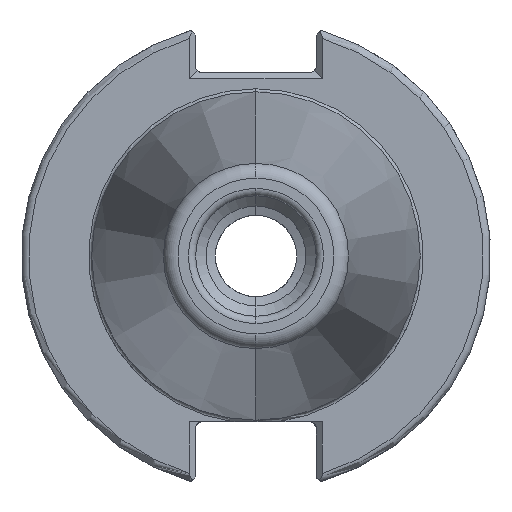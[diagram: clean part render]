
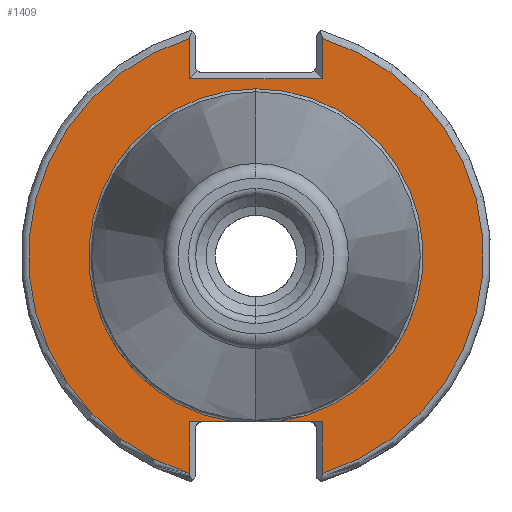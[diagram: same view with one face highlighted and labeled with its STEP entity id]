
A CAD part, left-side view. The second image highlights one B-rep face of the part: STEP entity #1409.
In plain terms, the highlighted planar face has unit normal (-1, 0, 0).
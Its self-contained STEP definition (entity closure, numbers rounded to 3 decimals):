
#36 = DIRECTION ( 'NONE',  ( -1., 0., 0. ) ) ;
#41 = VERTEX_POINT ( 'NONE', #4808 ) ;
#58 = VERTEX_POINT ( 'NONE', #2370 ) ;
#78 = LINE ( 'NONE', #454, #1818 ) ;
#109 = CARTESIAN_POINT ( 'NONE',  ( -76.82, -8.99, -22.41 ) ) ;
#177 = EDGE_LOOP ( 'NONE', ( #2536, #3030, #1178, #1687, #5015, #4079, #4579, #4637, #2346, #3643, #4151 ) ) ;
#199 = CARTESIAN_POINT ( 'NONE',  ( -76.82, 3.112, -22.41 ) ) ;
#289 = CARTESIAN_POINT ( 'NONE',  ( -76.82, 0., 0. ) ) ;
#293 = VECTOR ( 'NONE', #3110, 1000. ) ;
#454 = CARTESIAN_POINT ( 'NONE',  ( -76.82, 8.99, 0. ) ) ;
#557 = EDGE_CURVE ( 'NONE', #41, #1625, #4104, .T. ) ;
#603 = CARTESIAN_POINT ( 'NONE',  ( -76.82, -8.19, -22.41 ) ) ;
#626 = VECTOR ( 'NONE', #3510, 1000. ) ;
#630 = LINE ( 'NONE', #1215, #2742 ) ;
#693 = AXIS2_PLACEMENT_3D ( 'NONE', #289, #3084, #709 ) ;
#709 = DIRECTION ( 'NONE',  ( 0., 0., -1. ) ) ;
#859 = DIRECTION ( 'NONE',  ( 0., 0., 1. ) ) ;
#889 = LINE ( 'NONE', #3489, #626 ) ;
#1005 = CARTESIAN_POINT ( 'NONE',  ( -76.82, 0., 0. ) ) ;
#1034 = CARTESIAN_POINT ( 'NONE',  ( -76.82, 8.99, -22.41 ) ) ;
#1119 = VERTEX_POINT ( 'NONE', #2063 ) ;
#1178 = ORIENTED_EDGE ( 'NONE', *, *, #2542, .T. ) ;
#1186 = VERTEX_POINT ( 'NONE', #3192 ) ;
#1215 = CARTESIAN_POINT ( 'NONE',  ( -76.82, -8.99, 0. ) ) ;
#1242 = VECTOR ( 'NONE', #2324, 1000. ) ;
#1291 = EDGE_CURVE ( 'NONE', #1186, #41, #2509, .T. ) ;
#1401 = DIRECTION ( 'NONE',  ( 0., 0., -1. ) ) ;
#1409 = ADVANCED_FACE ( 'NONE', ( #4414 ), #2145, .F. ) ;
#1493 = LINE ( 'NONE', #3921, #293 ) ;
#1500 = VERTEX_POINT ( 'NONE', #2723 ) ;
#1625 = VERTEX_POINT ( 'NONE', #199 ) ;
#1657 = VERTEX_POINT ( 'NONE', #4638 ) ;
#1687 = ORIENTED_EDGE ( 'NONE', *, *, #4115, .T. ) ;
#1809 = DIRECTION ( 'NONE',  ( 0., -1., 0. ) ) ;
#1818 = VECTOR ( 'NONE', #859, 1000. ) ;
#1868 = VECTOR ( 'NONE', #2266, 1000. ) ;
#1882 = VERTEX_POINT ( 'NONE', #3905 ) ;
#1885 = CARTESIAN_POINT ( 'NONE',  ( -76.82, 8.99, 30.701 ) ) ;
#2063 = CARTESIAN_POINT ( 'NONE',  ( -76.82, 8.99, 29.433 ) ) ;
#2064 = AXIS2_PLACEMENT_3D ( 'NONE', #1005, #3793, #1401 ) ;
#2145 = PLANE ( 'NONE',  #4091 ) ;
#2266 = DIRECTION ( 'NONE',  ( 0., 0., 1. ) ) ;
#2312 = DIRECTION ( 'NONE',  ( 0., 0., 1. ) ) ;
#2324 = DIRECTION ( 'NONE',  ( 0., 1., 0. ) ) ;
#2346 = ORIENTED_EDGE ( 'NONE', *, *, #3441, .T. ) ;
#2365 = CIRCLE ( 'NONE', #2064, 30.775 ) ;
#2370 = CARTESIAN_POINT ( 'NONE',  ( -76.82, 8.99, 24. ) ) ;
#2509 = CIRCLE ( 'NONE', #4628, 22.625 ) ;
#2530 = DIRECTION ( 'NONE',  ( 0., 0., -1. ) ) ;
#2536 = ORIENTED_EDGE ( 'NONE', *, *, #3516, .T. ) ;
#2539 = LINE ( 'NONE', #3128, #1242 ) ;
#2542 = EDGE_CURVE ( 'NONE', #1657, #3833, #78, .T. ) ;
#2544 = CARTESIAN_POINT ( 'NONE',  ( -76.82, 0., 0. ) ) ;
#2679 = CARTESIAN_POINT ( 'NONE',  ( -76.82, 0., 0. ) ) ;
#2723 = CARTESIAN_POINT ( 'NONE',  ( -76.82, -8.99, 29.433 ) ) ;
#2730 = AXIS2_PLACEMENT_3D ( 'NONE', #4927, #4909, #5032 ) ;
#2742 = VECTOR ( 'NONE', #4032, 1000. ) ;
#2795 = VERTEX_POINT ( 'NONE', #3414 ) ;
#2923 = LINE ( 'NONE', #1885, #1868 ) ;
#2930 = DIRECTION ( 'NONE',  ( 1., 0., 0. ) ) ;
#3030 = ORIENTED_EDGE ( 'NONE', *, *, #4723, .T. ) ;
#3084 = DIRECTION ( 'NONE',  ( -1., 0., 0. ) ) ;
#3110 = DIRECTION ( 'NONE',  ( 0., -1., 0. ) ) ;
#3128 = CARTESIAN_POINT ( 'NONE',  ( -76.82, 0., 24. ) ) ;
#3192 = CARTESIAN_POINT ( 'NONE',  ( -76.82, -3.112, -22.41 ) ) ;
#3211 = EDGE_CURVE ( 'NONE', #5078, #1882, #630, .T. ) ;
#3238 = LINE ( 'NONE', #603, #4584 ) ;
#3414 = CARTESIAN_POINT ( 'NONE',  ( -76.82, -8.99, 24. ) ) ;
#3441 = EDGE_CURVE ( 'NONE', #1882, #1500, #2365, .T. ) ;
#3489 = CARTESIAN_POINT ( 'NONE',  ( -76.82, -8.99, 24.8 ) ) ;
#3510 = DIRECTION ( 'NONE',  ( 0., 0., -1. ) ) ;
#3516 = EDGE_CURVE ( 'NONE', #58, #1119, #2923, .T. ) ;
#3643 = ORIENTED_EDGE ( 'NONE', *, *, #4754, .T. ) ;
#3793 = DIRECTION ( 'NONE',  ( -1., 0., 0. ) ) ;
#3833 = VERTEX_POINT ( 'NONE', #1034 ) ;
#3905 = CARTESIAN_POINT ( 'NONE',  ( -76.82, -8.99, -29.433 ) ) ;
#3921 = CARTESIAN_POINT ( 'NONE',  ( -76.82, -8.19, -22.41 ) ) ;
#4032 = DIRECTION ( 'NONE',  ( 0., 0., -1. ) ) ;
#4079 = ORIENTED_EDGE ( 'NONE', *, *, #1291, .F. ) ;
#4091 = AXIS2_PLACEMENT_3D ( 'NONE', #2544, #2930, #2530 ) ;
#4104 = CIRCLE ( 'NONE', #2730, 22.625 ) ;
#4115 = EDGE_CURVE ( 'NONE', #3833, #1625, #1493, .T. ) ;
#4151 = ORIENTED_EDGE ( 'NONE', *, *, #4173, .T. ) ;
#4173 = EDGE_CURVE ( 'NONE', #2795, #58, #2539, .T. ) ;
#4414 = FACE_OUTER_BOUND ( 'NONE', #177, .T. ) ;
#4579 = ORIENTED_EDGE ( 'NONE', *, *, #4583, .T. ) ;
#4583 = EDGE_CURVE ( 'NONE', #1186, #5078, #3238, .T. ) ;
#4584 = VECTOR ( 'NONE', #1809, 1000. ) ;
#4628 = AXIS2_PLACEMENT_3D ( 'NONE', #2679, #36, #2312 ) ;
#4637 = ORIENTED_EDGE ( 'NONE', *, *, #3211, .T. ) ;
#4638 = CARTESIAN_POINT ( 'NONE',  ( -76.82, 8.99, -29.433 ) ) ;
#4723 = EDGE_CURVE ( 'NONE', #1119, #1657, #5020, .T. ) ;
#4754 = EDGE_CURVE ( 'NONE', #1500, #2795, #889, .T. ) ;
#4808 = CARTESIAN_POINT ( 'NONE',  ( -76.82, 0., 22.625 ) ) ;
#4909 = DIRECTION ( 'NONE',  ( -1., 0., 0. ) ) ;
#4927 = CARTESIAN_POINT ( 'NONE',  ( -76.82, 0., 0. ) ) ;
#5015 = ORIENTED_EDGE ( 'NONE', *, *, #557, .F. ) ;
#5020 = CIRCLE ( 'NONE', #693, 30.775 ) ;
#5032 = DIRECTION ( 'NONE',  ( 0., 0., 1. ) ) ;
#5078 = VERTEX_POINT ( 'NONE', #109 ) ;
